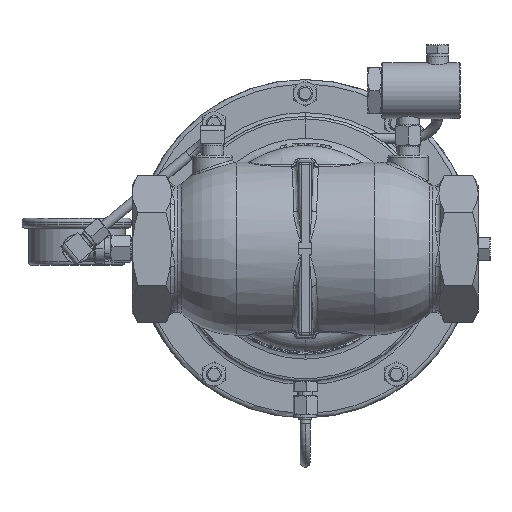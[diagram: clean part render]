
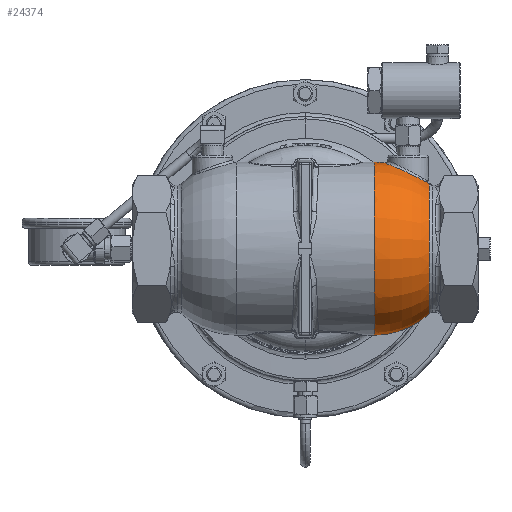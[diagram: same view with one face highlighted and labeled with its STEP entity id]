
A CAD part, front view. The second image highlights one B-rep face of the part: STEP entity #24374.
In plain terms, the highlighted toroidal (fillet/blend) face has major radius 3.175 mm and minor radius 50.8 mm.
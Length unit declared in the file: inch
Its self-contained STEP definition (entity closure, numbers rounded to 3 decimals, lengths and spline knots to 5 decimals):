
#9235 = CARTESIAN_POINT ( 'NONE',  ( 2.0716, -0.33111, 2.06223 ) ) ;
#11105 = CIRCLE ( 'NONE', #102511, 2. ) ;
#12548 = CARTESIAN_POINT ( 'NONE',  ( 2.98812, -0.25734, 1.62802 ) ) ;
#13739 = CARTESIAN_POINT ( 'NONE',  ( 3.00147, -0.22822, 1.62044 ) ) ;
#15037 = EDGE_CURVE ( 'NONE', #70613, #102097, #131556, .T. ) ;
#17487 = CARTESIAN_POINT ( 'NONE',  ( 2.81489, -0.45064, 1.72189 ) ) ;
#20978 = CARTESIAN_POINT ( 'NONE',  ( 2.97252, -0.28469, 1.6368 ) ) ;
#21833 = CARTESIAN_POINT ( 'NONE',  ( 2.63964, -0.53067, 1.81018 ) ) ;
#23281 = CARTESIAN_POINT ( 'NONE',  ( 1.97197, -0.11333, 2.10227 ) ) ;
#24374 = ADVANCED_FACE ( 'NONE', ( #84921 ), #161243, .T. ) ;
#24975 = CIRCLE ( 'NONE', #115406, 2.125 ) ;
#26203 = CARTESIAN_POINT ( 'NONE',  ( 1.69167, 0., -0.125 ) ) ;
#26921 = CARTESIAN_POINT ( 'NONE',  ( 3.04716, -0.15756, 1.58779 ) ) ;
#26961 = CARTESIAN_POINT ( 'NONE',  ( 2.08151, -0.34375, 2.0582 ) ) ;
#27227 = DIRECTION ( 'NONE',  ( -1., 0., 0. ) ) ;
#27805 = CARTESIAN_POINT ( 'NONE',  ( 2.80229, -0.45906, 1.72844 ) ) ;
#29467 = CARTESIAN_POINT ( 'NONE',  ( 1.69167, 0., 2.125 ) ) ;
#30711 = ORIENTED_EDGE ( 'NONE', *, *, #155159, .T. ) ;
#31804 = AXIS2_PLACEMENT_3D ( 'NONE', #62557, #162963, #77038 ) ;
#34562 = CARTESIAN_POINT ( 'NONE',  ( 2.37378, -0.53108, 1.93377 ) ) ;
#38888 = CARTESIAN_POINT ( 'NONE',  ( 2.2612, -0.48942, 1.98297 ) ) ;
#40643 = DIRECTION ( 'NONE',  ( 0., 0., 1. ) ) ;
#41318 = CARTESIAN_POINT ( 'NONE',  ( 3.04571, -0.15749, 1.58914 ) ) ;
#41917 = CARTESIAN_POINT ( 'NONE',  ( 3.04427, -0.15791, 1.59043 ) ) ;
#42808 = EDGE_LOOP ( 'NONE', ( #85973, #30711, #147969, #181946, #108603, #153210 ) ) ;
#47267 = VERTEX_POINT ( 'NONE', #131285 ) ;
#51812 = DIRECTION ( 'NONE',  ( -1., 0., 0. ) ) ;
#51875 = CARTESIAN_POINT ( 'NONE',  ( 2.46272, -0.54561, 1.89365 ) ) ;
#53241 = EDGE_CURVE ( 'NONE', #47267, #74305, #24975, .T. ) ;
#54730 = CARTESIAN_POINT ( 'NONE',  ( 2.87436, -0.40415, 1.69052 ) ) ;
#54987 = CARTESIAN_POINT ( 'NONE',  ( 2.76349, -0.48199, 1.74841 ) ) ;
#55608 = CARTESIAN_POINT ( 'NONE',  ( 2.34499, -0.52306, 1.94651 ) ) ;
#56343 = CARTESIAN_POINT ( 'NONE',  ( 3.04024, -0.16036, 1.59389 ) ) ;
#62557 = CARTESIAN_POINT ( 'NONE',  ( 1.69167, 0., 0.125 ) ) ;
#64777 = VERTEX_POINT ( 'NONE', #123399 ) ;
#66078 = CARTESIAN_POINT ( 'NONE',  ( 1.96035, -0.033, 2.10687 ) ) ;
#66464 = CARTESIAN_POINT ( 'NONE',  ( 2.20762, -0.45862, 2.00581 ) ) ;
#70416 = EDGE_CURVE ( 'NONE', #64777, #47267, #11105, .T. ) ;
#70460 = CARTESIAN_POINT ( 'NONE',  ( 2.05308, -0.30521, 2.06976 ) ) ;
#70613 = VERTEX_POINT ( 'NONE', #73831 ) ;
#70812 = CARTESIAN_POINT ( 'NONE',  ( 3.03438, -0.16651, 1.59862 ) ) ;
#71336 = CARTESIAN_POINT ( 'NONE',  ( 2.43261, -0.54239, 1.90736 ) ) ;
#73831 = CARTESIAN_POINT ( 'NONE',  ( 3.00147, -0.22822, 1.62044 ) ) ;
#74305 = VERTEX_POINT ( 'NONE', #29467 ) ;
#77038 = DIRECTION ( 'NONE',  ( 0., 0., -1. ) ) ;
#78949 = CARTESIAN_POINT ( 'NONE',  ( 2.93712, -0.33611, 1.65645 ) ) ;
#79718 = CARTESIAN_POINT ( 'NONE',  ( 1.98418, -0.16056, 2.09742 ) ) ;
#81766 = CARTESIAN_POINT ( 'NONE',  ( 2.77657, -0.47474, 1.74171 ) ) ;
#82124 = AXIS2_PLACEMENT_3D ( 'NONE', #127684, #27227, #142083 ) ;
#83034 = CARTESIAN_POINT ( 'NONE',  ( 1.96035, 0., 2.10687 ) ) ;
#84331 = DIRECTION ( 'NONE',  ( -1., 0., 0. ) ) ;
#84921 = FACE_OUTER_BOUND ( 'NONE', #42808, .T. ) ;
#85244 = CARTESIAN_POINT ( 'NONE',  ( 3.02457, -0.18155, 1.60589 ) ) ;
#85973 = ORIENTED_EDGE ( 'NONE', *, *, #70416, .F. ) ;
#86525 = CARTESIAN_POINT ( 'NONE',  ( 2.69618, -0.51306, 1.78237 ) ) ;
#87636 = VERTEX_POINT ( 'NONE', #95613 ) ;
#89559 = B_SPLINE_CURVE_WITH_KNOTS ( 'NONE', 3,
 ( #26921, #41318, #41917, #142404, #56343, #156781, #70812, #171177, #85244, #185610, #99757, #13739 ),
 .UNSPECIFIED., .F., .F.,
 ( 4, 2, 2, 2, 2, 4 ),
 ( 0., 0.00015, 0.0003, 0.00059, 0.00119, 0.00237 ),
 .UNSPECIFIED. ) ;
#95613 = CARTESIAN_POINT ( 'NONE',  ( 3.04716, -0.15756, 1.58779 ) ) ;
#99757 = CARTESIAN_POINT ( 'NONE',  ( 3.00774, -0.21453, 1.61688 ) ) ;
#99801 = CARTESIAN_POINT ( 'NONE',  ( 2.2887, -0.50222, 1.97111 ) ) ;
#102097 = VERTEX_POINT ( 'NONE', #83034 ) ;
#102511 = AXIS2_PLACEMENT_3D ( 'NONE', #26203, #126700, #40643 ) ;
#105420 = CARTESIAN_POINT ( 'NONE',  ( 2.02015, -0.25078, 2.08306 ) ) ;
#106212 = CARTESIAN_POINT ( 'NONE',  ( 2.11243, -0.37987, 2.04553 ) ) ;
#108603 = ORIENTED_EDGE ( 'NONE', *, *, #137890, .T. ) ;
#109115 = CARTESIAN_POINT ( 'NONE',  ( 2.5222, -0.54708, 1.86615 ) ) ;
#110369 = CARTESIAN_POINT ( 'NONE',  ( 2.72361, -0.502, 1.76866 ) ) ;
#115214 = AXIS2_PLACEMENT_3D ( 'NONE', #137887, #51812, #152278 ) ;
#115406 = AXIS2_PLACEMENT_3D ( 'NONE', #170254, #84331, #184695 ) ;
#115701 = CARTESIAN_POINT ( 'NONE',  ( 1.98924, -0.17621, 2.09541 ) ) ;
#115903 = CARTESIAN_POINT ( 'NONE',  ( 2.85146, -0.42395, 1.70272 ) ) ;
#123399 = CARTESIAN_POINT ( 'NONE',  ( 3.04716, 0., -1.59559 ) ) ;
#126700 = DIRECTION ( 'NONE',  ( 0., 1., 0. ) ) ;
#126857 = CARTESIAN_POINT ( 'NONE',  ( 1.97556, -0.12916, 2.10085 ) ) ;
#127651 = CARTESIAN_POINT ( 'NONE',  ( 2.91715, -0.36032, 1.66741 ) ) ;
#127684 = CARTESIAN_POINT ( 'NONE',  ( 1.69167, 0., 0. ) ) ;
#131032 = CIRCLE ( 'NONE', #115214, 1.59559 ) ;
#131099 = CARTESIAN_POINT ( 'NONE',  ( 2.61037, -0.53723, 1.82435 ) ) ;
#131285 = CARTESIAN_POINT ( 'NONE',  ( 1.69167, 0., -2.125 ) ) ;
#131317 = CARTESIAN_POINT ( 'NONE',  ( 1.96035, 0., 2.10687 ) ) ;
#131556 = B_SPLINE_CURVE_WITH_KNOTS ( 'NONE', 3,
 ( #155399, #12548, #20978, #78949, #127651, #54730, #115903, #17487, #27805, #81766, #54987, #110369, #86525, #21833, #131099, #183032, #109115, #51875, #71336, #34562, #55608, #99801, #38888, #66464, #151125, #157450, #106212, #26961, #9235, #70460, #142045, #105420, #136276, #115701, #79718, #126857, #23281, #182147, #66078, #131317 ),
 .UNSPECIFIED., .F., .F.,
 ( 4, 2, 2, 2, 2, 2, 2, 2, 2, 2, 2, 2, 2, 2, 2, 2, 2, 2, 2, 4 ),
 ( 0.07387, 0.07638, 0.07889, 0.0814, 0.08265, 0.08391, 0.08642, 0.08893, 0.09144, 0.09395, 0.09646, 0.09896, 0.10147, 0.10398, 0.10524, 0.10649, 0.109, 0.11026, 0.11151, 0.11402 ),
 .UNSPECIFIED. ) ;
#136276 = CARTESIAN_POINT ( 'NONE',  ( 2.00629, -0.22189, 2.0886 ) ) ;
#137887 = CARTESIAN_POINT ( 'NONE',  ( 3.04716, 0., 0. ) ) ;
#137890 = EDGE_CURVE ( 'NONE', #102097, #74305, #166740, .T. ) ;
#142045 = CARTESIAN_POINT ( 'NONE',  ( 2.04441, -0.29188, 2.07327 ) ) ;
#142083 = DIRECTION ( 'NONE',  ( 0., 0., 1. ) ) ;
#142404 = CARTESIAN_POINT ( 'NONE',  ( 3.04153, -0.15936, 1.59281 ) ) ;
#147820 = EDGE_CURVE ( 'NONE', #87636, #70613, #89559, .T. ) ;
#147969 = ORIENTED_EDGE ( 'NONE', *, *, #147820, .T. ) ;
#151125 = CARTESIAN_POINT ( 'NONE',  ( 2.18228, -0.44104, 2.01649 ) ) ;
#152278 = DIRECTION ( 'NONE',  ( 0., 0., 1. ) ) ;
#153210 = ORIENTED_EDGE ( 'NONE', *, *, #53241, .F. ) ;
#155159 = EDGE_CURVE ( 'NONE', #64777, #87636, #131032, .T. ) ;
#155399 = CARTESIAN_POINT ( 'NONE',  ( 3.00147, -0.22822, 1.62044 ) ) ;
#156781 = CARTESIAN_POINT ( 'NONE',  ( 3.03654, -0.16378, 1.59694 ) ) ;
#157450 = CARTESIAN_POINT ( 'NONE',  ( 2.1347, -0.40167, 2.03634 ) ) ;
#161243 = TOROIDAL_SURFACE ( 'NONE', #82124, 0.125, 2. ) ;
#162963 = DIRECTION ( 'NONE',  ( 0., -1., 0. ) ) ;
#166740 = CIRCLE ( 'NONE', #31804, 2. ) ;
#170254 = CARTESIAN_POINT ( 'NONE',  ( 1.69167, 0., 0. ) ) ;
#171177 = CARTESIAN_POINT ( 'NONE',  ( 3.02822, -0.17514, 1.6033 ) ) ;
#181946 = ORIENTED_EDGE ( 'NONE', *, *, #15037, .T. ) ;
#182147 = CARTESIAN_POINT ( 'NONE',  ( 1.96331, -0.06545, 2.1057 ) ) ;
#183032 = CARTESIAN_POINT ( 'NONE',  ( 2.55173, -0.54539, 1.8523 ) ) ;
#184695 = DIRECTION ( 'NONE',  ( 0., 0., 1. ) ) ;
#185610 = CARTESIAN_POINT ( 'NONE',  ( 3.01411, -0.20099, 1.61298 ) ) ;
